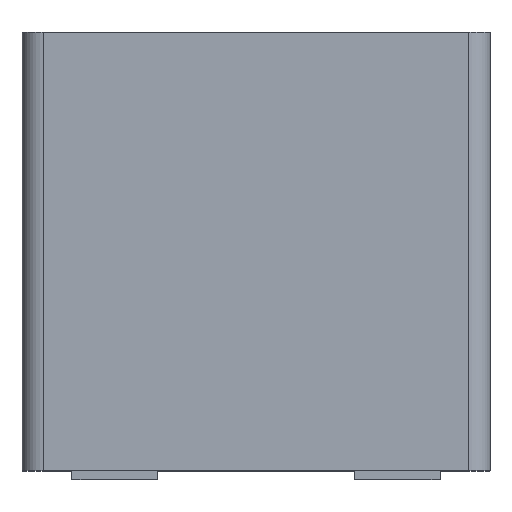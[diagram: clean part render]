
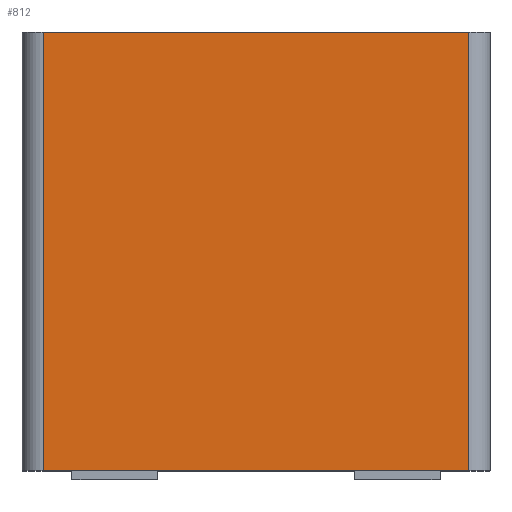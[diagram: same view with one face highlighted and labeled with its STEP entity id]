
A CAD part, top view. The second image highlights one B-rep face of the part: STEP entity #812.
In plain terms, the highlighted planar face has unit normal (0, 0, 1).
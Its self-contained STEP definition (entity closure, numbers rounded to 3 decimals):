
#27 = AXIS2_PLACEMENT_3D ( 'NONE', #1675, #2619, #2669 ) ;
#55 = FACE_OUTER_BOUND ( 'NONE', #1476, .T. ) ;
#100 = CARTESIAN_POINT ( 'NONE',  ( 2.49, 5.13, 2.84 ) ) ;
#464 = DIRECTION ( 'NONE',  ( -1., 0., 0. ) ) ;
#587 = VERTEX_POINT ( 'NONE', #2541 ) ;
#648 = VERTEX_POINT ( 'NONE', #1175 ) ;
#812 = ADVANCED_FACE ( 'NONE', ( #55 ), #2109, .F. ) ;
#839 = LINE ( 'NONE', #1855, #2652 ) ;
#1019 = CARTESIAN_POINT ( 'NONE',  ( 2.49, 0., 2.84 ) ) ;
#1071 = DIRECTION ( 'NONE',  ( 0., -1., 0. ) ) ;
#1092 = VERTEX_POINT ( 'NONE', #1019 ) ;
#1148 = LINE ( 'NONE', #1944, #2839 ) ;
#1175 = CARTESIAN_POINT ( 'NONE',  ( 2.49, 5.13, 2.84 ) ) ;
#1250 = VERTEX_POINT ( 'NONE', #2420 ) ;
#1392 = VECTOR ( 'NONE', #1071, 1000. ) ;
#1476 = EDGE_LOOP ( 'NONE', ( #2272, #2258, #2255, #2243 ) ) ;
#1496 = VECTOR ( 'NONE', #1670, 1000. ) ;
#1670 = DIRECTION ( 'NONE',  ( 1., 0., 0. ) ) ;
#1675 = CARTESIAN_POINT ( 'NONE',  ( -2.74, 5.13, 2.84 ) ) ;
#1693 = EDGE_CURVE ( 'NONE', #1092, #587, #839, .T. ) ;
#1705 = EDGE_CURVE ( 'NONE', #1250, #648, #2576, .T. ) ;
#1852 = EDGE_CURVE ( 'NONE', #587, #1250, #1148, .T. ) ;
#1855 = CARTESIAN_POINT ( 'NONE',  ( -2.74, 0., 2.84 ) ) ;
#1944 = CARTESIAN_POINT ( 'NONE',  ( -2.49, 5.13, 2.84 ) ) ;
#2109 = PLANE ( 'NONE',  #27 ) ;
#2243 = ORIENTED_EDGE ( 'NONE', *, *, #1693, .F. ) ;
#2255 = ORIENTED_EDGE ( 'NONE', *, *, #1852, .F. ) ;
#2258 = ORIENTED_EDGE ( 'NONE', *, *, #1705, .F. ) ;
#2272 = ORIENTED_EDGE ( 'NONE', *, *, #2740, .F. ) ;
#2420 = CARTESIAN_POINT ( 'NONE',  ( -2.49, 5.13, 2.84 ) ) ;
#2541 = CARTESIAN_POINT ( 'NONE',  ( -2.49, 0., 2.84 ) ) ;
#2545 = LINE ( 'NONE', #100, #1392 ) ;
#2576 = LINE ( 'NONE', #2969, #1496 ) ;
#2619 = DIRECTION ( 'NONE',  ( 0., 0., -1. ) ) ;
#2652 = VECTOR ( 'NONE', #464, 1000. ) ;
#2657 = DIRECTION ( 'NONE',  ( 0., 1., 0. ) ) ;
#2669 = DIRECTION ( 'NONE',  ( -1., 0., 0. ) ) ;
#2740 = EDGE_CURVE ( 'NONE', #648, #1092, #2545, .T. ) ;
#2839 = VECTOR ( 'NONE', #2657, 1000. ) ;
#2969 = CARTESIAN_POINT ( 'NONE',  ( 2.74, 5.13, 2.84 ) ) ;
